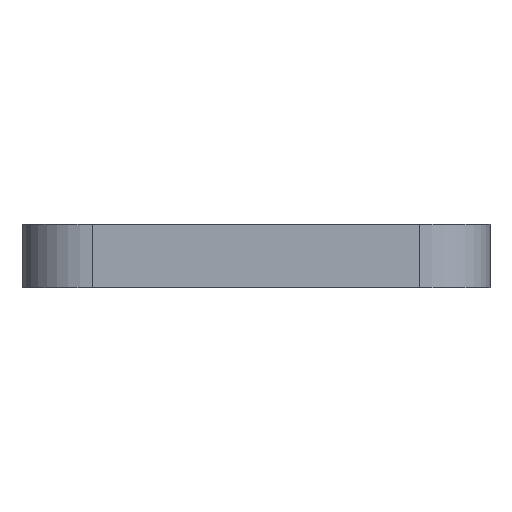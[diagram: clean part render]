
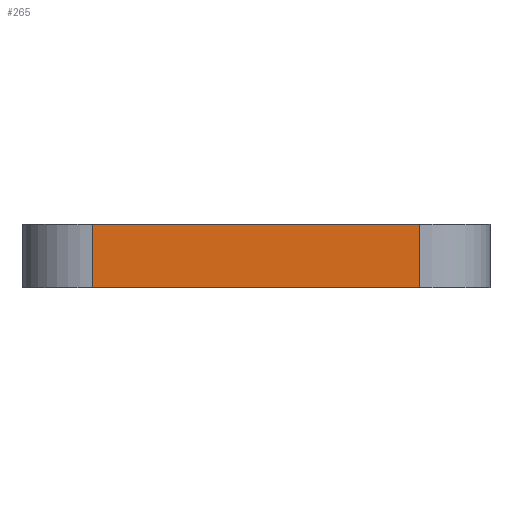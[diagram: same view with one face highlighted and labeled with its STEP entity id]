
A CAD part, left-side view. The second image highlights one B-rep face of the part: STEP entity #265.
In plain terms, the highlighted planar face has unit normal (-1, 0, 0).
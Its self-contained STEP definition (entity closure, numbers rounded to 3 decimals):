
#23=PLANE('',#301);
#33=FACE_OUTER_BOUND('',#47,.T.);
#47=EDGE_LOOP('',(#197,#198,#199,#200));
#69=LINE('',#429,#89);
#70=LINE('',#431,#90);
#71=LINE('',#433,#91);
#72=LINE('',#434,#92);
#89=VECTOR('',#351,10.);
#90=VECTOR('',#352,10.);
#91=VECTOR('',#353,10.);
#92=VECTOR('',#354,10.);
#129=VERTEX_POINT('',#427);
#130=VERTEX_POINT('',#428);
#131=VERTEX_POINT('',#430);
#132=VERTEX_POINT('',#432);
#157=EDGE_CURVE('',#129,#130,#69,.T.);
#158=EDGE_CURVE('',#129,#131,#70,.T.);
#159=EDGE_CURVE('',#132,#131,#71,.T.);
#160=EDGE_CURVE('',#130,#132,#72,.T.);
#197=ORIENTED_EDGE('',*,*,#157,.F.);
#198=ORIENTED_EDGE('',*,*,#158,.T.);
#199=ORIENTED_EDGE('',*,*,#159,.F.);
#200=ORIENTED_EDGE('',*,*,#160,.F.);
#265=ADVANCED_FACE('',(#33),#23,.T.);
#301=AXIS2_PLACEMENT_3D('',#426,#349,#350);
#349=DIRECTION('center_axis',(-1.,0.,0.));
#350=DIRECTION('ref_axis',(0.,-1.,0.));
#351=DIRECTION('',(0.,1.,0.));
#352=DIRECTION('',(0.,0.,1.));
#353=DIRECTION('',(0.,-1.,0.));
#354=DIRECTION('',(0.,0.,1.));
#426=CARTESIAN_POINT('Origin',(21.717,-15.083,1.6));
#427=CARTESIAN_POINT('',(21.718,-30.469,1.6));
#428=CARTESIAN_POINT('',(21.717,-15.083,1.6));
#429=CARTESIAN_POINT('',(21.718,-30.469,1.6));
#430=CARTESIAN_POINT('',(21.718,-30.469,4.6));
#431=CARTESIAN_POINT('',(21.718,-30.469,1.6));
#432=CARTESIAN_POINT('',(21.717,-15.083,4.6));
#433=CARTESIAN_POINT('',(21.718,-30.469,4.6));
#434=CARTESIAN_POINT('',(21.717,-15.083,1.6));
